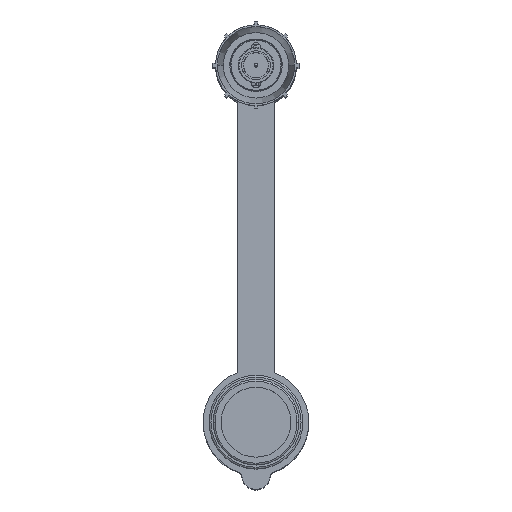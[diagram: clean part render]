
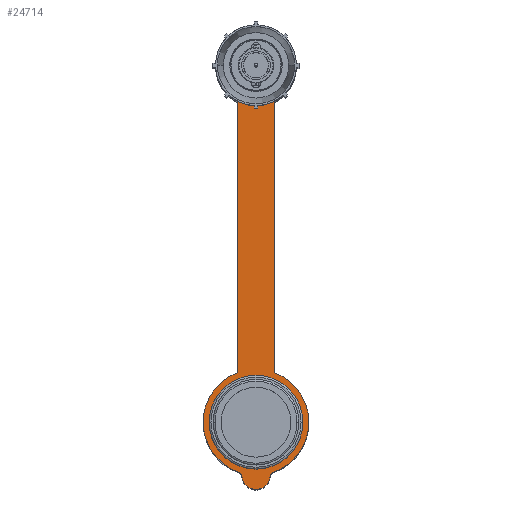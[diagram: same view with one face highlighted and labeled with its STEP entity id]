
A CAD part, top view. The second image highlights one B-rep face of the part: STEP entity #24714.
In plain terms, the highlighted face is planar.
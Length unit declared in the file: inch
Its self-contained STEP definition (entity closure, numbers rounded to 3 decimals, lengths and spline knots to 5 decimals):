
#230 = ORIENTED_EDGE ( 'NONE', *, *, #7435, .T. ) ;
#925 = CARTESIAN_POINT ( 'NONE',  ( 0.067, 0., 0. ) ) ;
#1177 = CIRCLE ( 'NONE', #2408, 0.23 ) ;
#1182 = CIRCLE ( 'NONE', #8256, 0.51 ) ;
#1349 = AXIS2_PLACEMENT_3D ( 'NONE', #12177, #8038, #1921 ) ;
#1372 = CARTESIAN_POINT ( 'NONE',  ( 0.067, 4.42144, -0.19357 ) ) ;
#1474 = EDGE_CURVE ( 'NONE', #18236, #24049, #7986, .T. ) ;
#1704 = EDGE_LOOP ( 'NONE', ( #20789, #3179 ) ) ;
#1877 = LINE ( 'NONE', #9815, #17425 ) ;
#1921 = DIRECTION ( 'NONE',  ( 0., 0., -1. ) ) ;
#2005 = DIRECTION ( 'NONE',  ( 1., 0., 0. ) ) ;
#2019 = VERTEX_POINT ( 'NONE', #12277 ) ;
#2103 = CARTESIAN_POINT ( 'NONE',  ( 0.067, 3.88, -0.51 ) ) ;
#2199 = CARTESIAN_POINT ( 'NONE',  ( 0.067, 3.88, 0.51 ) ) ;
#2256 = EDGE_CURVE ( 'NONE', #6430, #17386, #10506, .T. ) ;
#2408 = AXIS2_PLACEMENT_3D ( 'NONE', #10536, #4187, #18227 ) ;
#2876 = CIRCLE ( 'NONE', #18229, 0.51 ) ;
#2917 = CARTESIAN_POINT ( 'NONE',  ( 0.067, 3.88, 0. ) ) ;
#3179 = ORIENTED_EDGE ( 'NONE', *, *, #7421, .F. ) ;
#3490 = CIRCLE ( 'NONE', #21771, 0.06 ) ;
#3943 = VERTEX_POINT ( 'NONE', #16057 ) ;
#4187 = DIRECTION ( 'NONE',  ( 1., 0., 0. ) ) ;
#4389 = VERTEX_POINT ( 'NONE', #19154 ) ;
#4493 = CARTESIAN_POINT ( 'NONE',  ( 0.067, 0., 0. ) ) ;
#4686 = CARTESIAN_POINT ( 'NONE',  ( 0.067, 0.10428, 0.205 ) ) ;
#4834 = DIRECTION ( 'NONE',  ( 0., 0., -1. ) ) ;
#5151 = VERTEX_POINT ( 'NONE', #14291 ) ;
#5321 = CIRCLE ( 'NONE', #19838, 0.15 ) ;
#5670 = DIRECTION ( 'NONE',  ( 1., 0., 0. ) ) ;
#5918 = CARTESIAN_POINT ( 'NONE',  ( 0.067, 0., 0. ) ) ;
#5920 = VERTEX_POINT ( 'NONE', #10774 ) ;
#6061 = DIRECTION ( 'NONE',  ( 0., 1., 0. ) ) ;
#6112 = DIRECTION ( 'NONE',  ( 0., 0., -1. ) ) ;
#6294 = CIRCLE ( 'NONE', #8779, 0.575 ) ;
#6430 = VERTEX_POINT ( 'NONE', #21190 ) ;
#6958 = CIRCLE ( 'NONE', #11080, 0.15 ) ;
#7009 = CARTESIAN_POINT ( 'NONE',  ( 0.067, 0., 0. ) ) ;
#7050 = AXIS2_PLACEMENT_3D ( 'NONE', #5918, #13839, #21781 ) ;
#7118 = ORIENTED_EDGE ( 'NONE', *, *, #23530, .T. ) ;
#7127 = DIRECTION ( 'NONE',  ( 0., 0., -1. ) ) ;
#7160 = DIRECTION ( 'NONE',  ( 0., 0., -1. ) ) ;
#7421 = EDGE_CURVE ( 'NONE', #10933, #5920, #6958, .T. ) ;
#7435 = EDGE_CURVE ( 'NONE', #2019, #5151, #8612, .T. ) ;
#7499 = DIRECTION ( 'NONE',  ( 0., 0., 1. ) ) ;
#7509 = ORIENTED_EDGE ( 'NONE', *, *, #22752, .F. ) ;
#7760 = ORIENTED_EDGE ( 'NONE', *, *, #22840, .T. ) ;
#7813 = EDGE_CURVE ( 'NONE', #5920, #10933, #5321, .T. ) ;
#7986 = CIRCLE ( 'NONE', #1349, 0.575 ) ;
#8038 = DIRECTION ( 'NONE',  ( 1., 0., 0. ) ) ;
#8256 = AXIS2_PLACEMENT_3D ( 'NONE', #19174, #5670, #9423 ) ;
#8278 = CIRCLE ( 'NONE', #7050, 0.23 ) ;
#8425 = EDGE_CURVE ( 'NONE', #24745, #17362, #1182, .T. ) ;
#8456 = PLANE ( 'NONE',  #11055 ) ;
#8577 = EDGE_CURVE ( 'NONE', #4389, #25505, #8278, .T. ) ;
#8612 = CIRCLE ( 'NONE', #14407, 0.575 ) ;
#8698 = DIRECTION ( 'NONE',  ( 1., 0., 0. ) ) ;
#8779 = AXIS2_PLACEMENT_3D ( 'NONE', #20692, #11046, #7160 ) ;
#9256 = EDGE_CURVE ( 'NONE', #18520, #22414, #14442, .T. ) ;
#9423 = DIRECTION ( 'NONE',  ( 0., 0., -1. ) ) ;
#9694 = EDGE_LOOP ( 'NONE', ( #7118, #14476, #21440, #7760, #12404, #20517, #19824, #22221, #230, #16173, #23308 ) ) ;
#9815 = CARTESIAN_POINT ( 'NONE',  ( 0.067, 0.10428, -0.205 ) ) ;
#10134 = CARTESIAN_POINT ( 'NONE',  ( 0.067, 0., 0. ) ) ;
#10265 = FACE_OUTER_BOUND ( 'NONE', #9694, .T. ) ;
#10385 = FACE_BOUND ( 'NONE', #1704, .T. ) ;
#10456 = DIRECTION ( 'NONE',  ( 1., 0., 0. ) ) ;
#10506 = CIRCLE ( 'NONE', #11332, 0.155 ) ;
#10536 = CARTESIAN_POINT ( 'NONE',  ( 0.067, 0., 0. ) ) ;
#10774 = CARTESIAN_POINT ( 'NONE',  ( 0.067, 0., -0.15 ) ) ;
#10933 = VERTEX_POINT ( 'NONE', #11975 ) ;
#11046 = DIRECTION ( 'NONE',  ( 1., 0., 0. ) ) ;
#11055 = AXIS2_PLACEMENT_3D ( 'NONE', #10134, #16368, #12078 ) ;
#11080 = AXIS2_PLACEMENT_3D ( 'NONE', #4493, #10456, #18399 ) ;
#11332 = AXIS2_PLACEMENT_3D ( 'NONE', #24165, #11798, #6112 ) ;
#11798 = DIRECTION ( 'NONE',  ( 1., 0., 0. ) ) ;
#11975 = CARTESIAN_POINT ( 'NONE',  ( 0.067, 0., 0.15 ) ) ;
#12078 = DIRECTION ( 'NONE',  ( 0., 0., -1. ) ) ;
#12176 = EDGE_CURVE ( 'NONE', #5151, #18520, #6294, .T. ) ;
#12177 = CARTESIAN_POINT ( 'NONE',  ( 0.067, 3.88, 0. ) ) ;
#12238 = CARTESIAN_POINT ( 'NONE',  ( 0.067, 4.47153, 0.15412 ) ) ;
#12277 = CARTESIAN_POINT ( 'NONE',  ( 0.067, 4.42144, 0.19357 ) ) ;
#12404 = ORIENTED_EDGE ( 'NONE', *, *, #1474, .T. ) ;
#12432 = EDGE_CURVE ( 'NONE', #24049, #6430, #24964, .T. ) ;
#12540 = DIRECTION ( 'NONE',  ( 0., 0., -1. ) ) ;
#13211 = DIRECTION ( 'NONE',  ( -1., 0., 0. ) ) ;
#13347 = VECTOR ( 'NONE', #22394, 39.37008 ) ;
#13839 = DIRECTION ( 'NONE',  ( 1., 0., 0. ) ) ;
#14291 = CARTESIAN_POINT ( 'NONE',  ( 0.067, 3.88, 0.575 ) ) ;
#14407 = AXIS2_PLACEMENT_3D ( 'NONE', #2917, #20873, #12540 ) ;
#14442 = LINE ( 'NONE', #4686, #13347 ) ;
#14476 = ORIENTED_EDGE ( 'NONE', *, *, #8577, .T. ) ;
#15623 = DIRECTION ( 'NONE',  ( -1., 0., 0. ) ) ;
#16057 = CARTESIAN_POINT ( 'NONE',  ( 0.067, 0.10428, -0.205 ) ) ;
#16173 = ORIENTED_EDGE ( 'NONE', *, *, #12176, .T. ) ;
#16292 = EDGE_CURVE ( 'NONE', #25505, #3943, #23892, .T. ) ;
#16368 = DIRECTION ( 'NONE',  ( 1., 0., 0. ) ) ;
#17177 = EDGE_CURVE ( 'NONE', #17386, #2019, #3490, .T. ) ;
#17362 = VERTEX_POINT ( 'NONE', #2103 ) ;
#17386 = VERTEX_POINT ( 'NONE', #12238 ) ;
#17425 = VECTOR ( 'NONE', #6061, 39.37008 ) ;
#17795 = CARTESIAN_POINT ( 'NONE',  ( 0.067, 3.34278, -0.205 ) ) ;
#18227 = DIRECTION ( 'NONE',  ( 0., 0., -1. ) ) ;
#18229 = AXIS2_PLACEMENT_3D ( 'NONE', #19313, #2005, #19562 ) ;
#18236 = VERTEX_POINT ( 'NONE', #17795 ) ;
#18399 = DIRECTION ( 'NONE',  ( 0., 0., -1. ) ) ;
#18520 = VERTEX_POINT ( 'NONE', #19839 ) ;
#19154 = CARTESIAN_POINT ( 'NONE',  ( 0.067, 0., 0.23 ) ) ;
#19174 = CARTESIAN_POINT ( 'NONE',  ( 0.067, 3.88, 0. ) ) ;
#19313 = CARTESIAN_POINT ( 'NONE',  ( 0.067, 3.88, 0. ) ) ;
#19366 = EDGE_LOOP ( 'NONE', ( #20104, #7509 ) ) ;
#19514 = DIRECTION ( 'NONE',  ( 0., 0., -1. ) ) ;
#19562 = DIRECTION ( 'NONE',  ( 0., 0., -1. ) ) ;
#19824 = ORIENTED_EDGE ( 'NONE', *, *, #2256, .T. ) ;
#19838 = AXIS2_PLACEMENT_3D ( 'NONE', #7009, #8698, #7127 ) ;
#19839 = CARTESIAN_POINT ( 'NONE',  ( 0.067, 3.34278, 0.205 ) ) ;
#20104 = ORIENTED_EDGE ( 'NONE', *, *, #8425, .F. ) ;
#20517 = ORIENTED_EDGE ( 'NONE', *, *, #12432, .T. ) ;
#20565 = AXIS2_PLACEMENT_3D ( 'NONE', #925, #24726, #4834 ) ;
#20692 = CARTESIAN_POINT ( 'NONE',  ( 0.067, 3.88, 0. ) ) ;
#20789 = ORIENTED_EDGE ( 'NONE', *, *, #7813, .F. ) ;
#20873 = DIRECTION ( 'NONE',  ( 1., 0., 0. ) ) ;
#21190 = CARTESIAN_POINT ( 'NONE',  ( 0.067, 4.47153, -0.15412 ) ) ;
#21440 = ORIENTED_EDGE ( 'NONE', *, *, #16292, .T. ) ;
#21657 = AXIS2_PLACEMENT_3D ( 'NONE', #23814, #15623, #19514 ) ;
#21771 = AXIS2_PLACEMENT_3D ( 'NONE', #25312, #13211, #7499 ) ;
#21781 = DIRECTION ( 'NONE',  ( 0., 0., -1. ) ) ;
#21993 = FACE_BOUND ( 'NONE', #19366, .T. ) ;
#22221 = ORIENTED_EDGE ( 'NONE', *, *, #17177, .T. ) ;
#22394 = DIRECTION ( 'NONE',  ( 0., -1., 0. ) ) ;
#22414 = VERTEX_POINT ( 'NONE', #25460 ) ;
#22589 = CARTESIAN_POINT ( 'NONE',  ( 0.067, 0., -0.23 ) ) ;
#22752 = EDGE_CURVE ( 'NONE', #17362, #24745, #2876, .T. ) ;
#22840 = EDGE_CURVE ( 'NONE', #3943, #18236, #1877, .T. ) ;
#23308 = ORIENTED_EDGE ( 'NONE', *, *, #9256, .T. ) ;
#23530 = EDGE_CURVE ( 'NONE', #22414, #4389, #1177, .T. ) ;
#23814 = CARTESIAN_POINT ( 'NONE',  ( 0.067, 4.47793, -0.21377 ) ) ;
#23892 = CIRCLE ( 'NONE', #20565, 0.23 ) ;
#24049 = VERTEX_POINT ( 'NONE', #1372 ) ;
#24165 = CARTESIAN_POINT ( 'NONE',  ( 0.067, 4.455, 0. ) ) ;
#24714 = ADVANCED_FACE ( 'NONE', ( #10265, #10385, #21993 ), #8456, .T. ) ;
#24726 = DIRECTION ( 'NONE',  ( 1., 0., 0. ) ) ;
#24745 = VERTEX_POINT ( 'NONE', #2199 ) ;
#24964 = CIRCLE ( 'NONE', #21657, 0.06 ) ;
#25312 = CARTESIAN_POINT ( 'NONE',  ( 0.067, 4.47793, 0.21377 ) ) ;
#25460 = CARTESIAN_POINT ( 'NONE',  ( 0.067, 0.10428, 0.205 ) ) ;
#25505 = VERTEX_POINT ( 'NONE', #22589 ) ;
